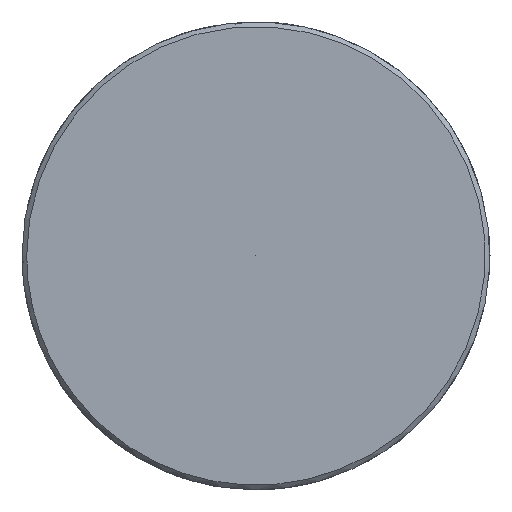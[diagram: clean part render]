
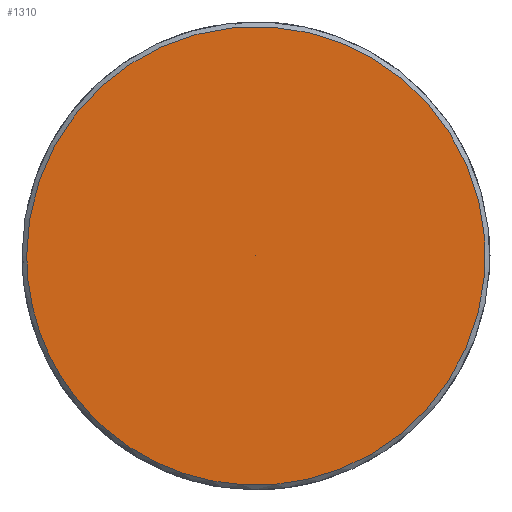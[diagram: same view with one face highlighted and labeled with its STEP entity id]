
A CAD part, left-side view. The second image highlights one B-rep face of the part: STEP entity #1310.
In plain terms, the highlighted free-form (B-spline) face has degree [5, 1] with [6, 2] control points.
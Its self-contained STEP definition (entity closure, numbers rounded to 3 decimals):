
#1238 = CARTESIAN_POINT ('', (-127., 12.25, 0.));
#1239 = VERTEX_POINT ('', #1238);
#1247 = CARTESIAN_POINT ('', (-127., 12.25, 0.));
#1248 = CARTESIAN_POINT ('', (-127., 12.25, 49.));
#1249 = CARTESIAN_POINT ('', (-127., -36.75, 24.5));
#1250 = CARTESIAN_POINT ('', (-127., -36.75, -24.5));
#1251 = CARTESIAN_POINT ('', (-127., 12.25, -49.));
#1252 = CARTESIAN_POINT ('', (-127., 12.25, 0.));
#1253 = (
   BOUNDED_CURVE ()
   B_SPLINE_CURVE (5, (#1247, #1248, #1249, #1250, #1251, #1252), .UNSPECIFIED., .T., .U.)
   B_SPLINE_CURVE_WITH_KNOTS ((6, 6), (0., 1.), .UNSPECIFIED.)
   CURVE ()
   GEOMETRIC_REPRESENTATION_ITEM ()
   RATIONAL_B_SPLINE_CURVE ((5., 1., 1., 1., 1., 5.))
   REPRESENTATION_ITEM ('')
);
#1254 = EDGE_CURVE ('', #1239, #1239, #1253, .T.);
#1286 = CARTESIAN_POINT ('', (-127., 0., 0.));
#1287 = VERTEX_POINT ('', #1286);
#1288 = CARTESIAN_POINT ('', (-127., 0., 0.));
#1289 = CARTESIAN_POINT ('', (-127., 12.25, 0.));
#1290 = B_SPLINE_CURVE_WITH_KNOTS ('', 1, (#1288, #1289), .UNSPECIFIED., .F., .U., (2, 2), (0., 1.), .UNSPECIFIED.);
#1291 = EDGE_CURVE ('', #1287, #1239, #1290, .T.);
#1292 = ORIENTED_EDGE ('', *, *, #1291, .F.);
#1293 = ORIENTED_EDGE ('', *, *, #1291, .T.);
#1294 = ORIENTED_EDGE ('', *, *, #1254, .F.);
#1295 = EDGE_LOOP ('', (#1292, #1293, #1294));
#1296 = FACE_OUTER_BOUND ('', #1295, .T.);
#1297 = CARTESIAN_POINT ('', (-127., 0., 0.));
#1298 = CARTESIAN_POINT ('', (-127., 12.25, 0.));
#1299 = CARTESIAN_POINT ('', (-127., 0., 0.));
#1300 = CARTESIAN_POINT ('', (-127., 12.25, 49.));
#1301 = CARTESIAN_POINT ('', (-127., 0., 0.));
#1302 = CARTESIAN_POINT ('', (-127., -36.75, 24.5));
#1303 = CARTESIAN_POINT ('', (-127., 0., 0.));
#1304 = CARTESIAN_POINT ('', (-127., -36.75, -24.5));
#1305 = CARTESIAN_POINT ('', (-127., 0., 0.));
#1306 = CARTESIAN_POINT ('', (-127., 12.25, -49.));
#1307 = CARTESIAN_POINT ('', (-127., 0., 0.));
#1308 = CARTESIAN_POINT ('', (-127., 12.25, 0.));
#1309 = (
   BOUNDED_SURFACE ()
   B_SPLINE_SURFACE (5, 1, ((#1297, #1298), (#1299, #1300), (#1301, #1302), (#1303, #1304), (#1305, #1306), (#1307, #1308)), .UNSPECIFIED., .T., .F., .U.)
   B_SPLINE_SURFACE_WITH_KNOTS ((6, 6), (2, 2), (0., 1.), (0., 1.), .UNSPECIFIED.)
   SURFACE ()
   GEOMETRIC_REPRESENTATION_ITEM ()
   RATIONAL_B_SPLINE_SURFACE (((5., 5.), (1., 1.), (1., 1.), (1., 1.), (1., 1.), (5., 5.)))
   REPRESENTATION_ITEM ('')
);
#1310 = ADVANCED_FACE ('', (#1296), #1309, .T.);
